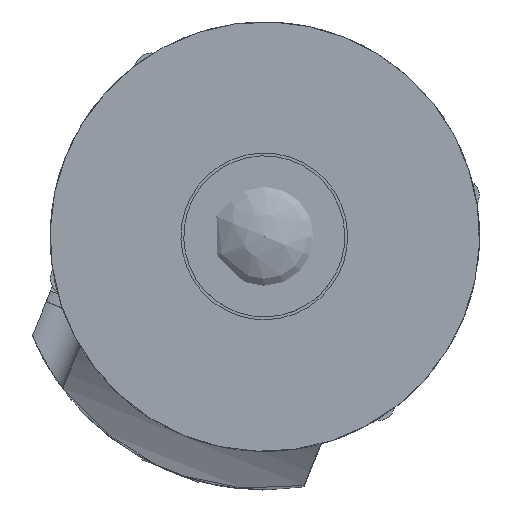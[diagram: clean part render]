
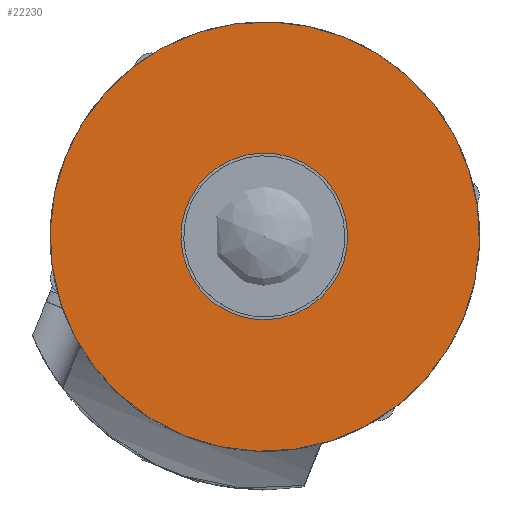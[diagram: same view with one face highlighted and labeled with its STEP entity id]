
A CAD part, top view. The second image highlights one B-rep face of the part: STEP entity #22230.
In plain terms, the highlighted planar face has unit normal (0, 0, 1).
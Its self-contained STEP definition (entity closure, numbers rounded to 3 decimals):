
#6541=FACE_OUTER_BOUND('',#7845,.T.);
#7845=EDGE_LOOP('',(#20273));
#8775=CIRCLE('',#24724,38.);
#10678=VERTEX_POINT('',#50936);
#14135=EDGE_CURVE('',#10678,#10678,#8775,.T.);
#20273=ORIENTED_EDGE('',*,*,#14135,.T.);
#21002=PLANE('',#24725);
#22230=ADVANCED_FACE('',(#6541),#21002,.T.);
#24724=AXIS2_PLACEMENT_3D('',#50938,#31303,#31304);
#24725=AXIS2_PLACEMENT_3D('',#50939,#31305,#31306);
#31303=DIRECTION('center_axis',(0.,0.,
1.));
#31304=DIRECTION('ref_axis',(-0.927,0.375,0.));
#31305=DIRECTION('center_axis',(0.,0.,
1.));
#31306=DIRECTION('ref_axis',(0.927,-0.375,0.));
#50936=CARTESIAN_POINT('',(35.325,-14.275,187.1));
#50938=CARTESIAN_POINT('Origin',(0.093,-0.037,
187.1));
#50939=CARTESIAN_POINT('Origin',(-24.04,9.715,187.1));
